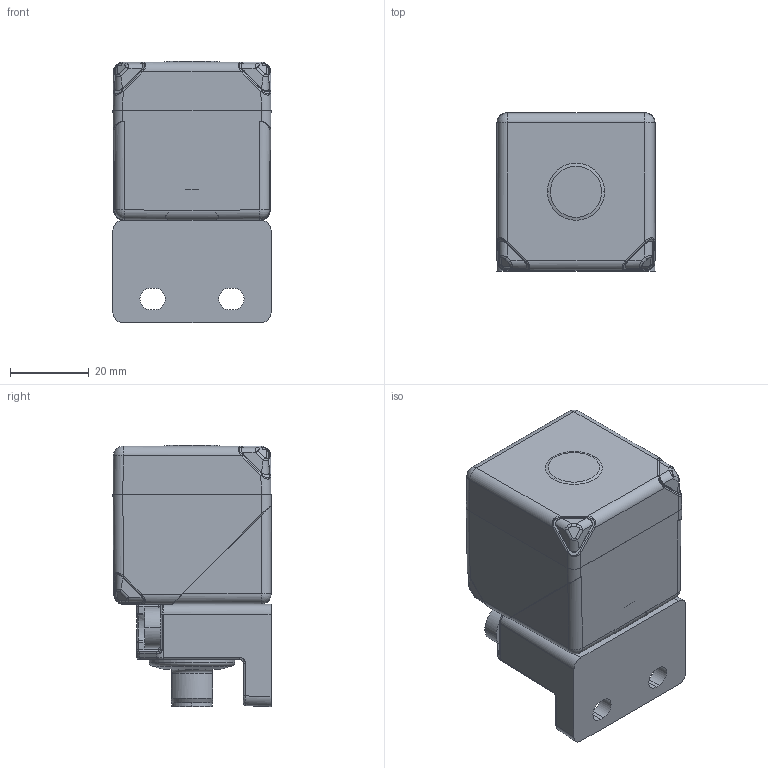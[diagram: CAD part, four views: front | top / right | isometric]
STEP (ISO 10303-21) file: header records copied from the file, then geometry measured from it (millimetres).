
FILE_DESCRIPTION((''),'2;1');
FILE_NAME('DM_CAD-6606_SW0001','2019-02-25T',('creinig-se'),(''),'PRO/ENGINEER BY PARAMETRIC TECHNOLOGY CORPORATION, 2015440','PRO/ENGINEER BY PARAMETRIC TECHNOLOGY CORPORATION, 2015440','');
FILE_SCHEMA(('CONFIG_CONTROL_DESIGN'));
Length unit declared in the file: millimetre
Products named in the file (1): DM_CAD-6606_SW0001
Bounding box: 40.15 x 40.15 x 66.36 mm (x, y, z)
Volume: 84534.3 mm3; surface area: 16329.7 mm2
Topology: 1 solids, 1 shells, 568 faces, 1569 edges, 1048 vertices
Faces by surface type: cylinder 238, plane 193, bspline 51, cone 36, torus 34, sphere 16
Entity records: 26016 total; most frequent: CARTESIAN_POINT 8112, ORIENTED_EDGE 3008, DIRECTION 2702, EDGE_CURVE 1504, AXIS2_PLACEMENT_3D 1003, VERTEX_POINT 946, VECTOR 696, LINE 696
